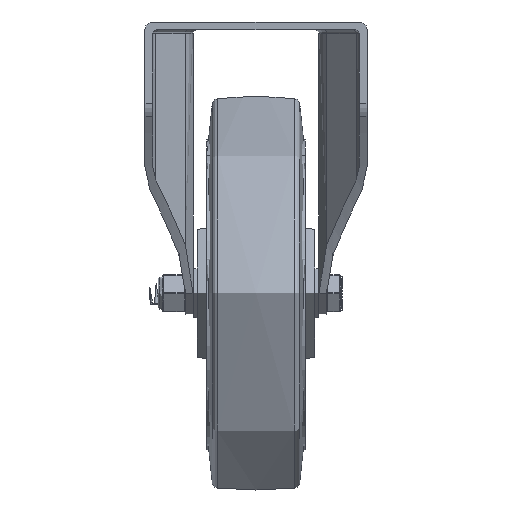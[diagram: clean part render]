
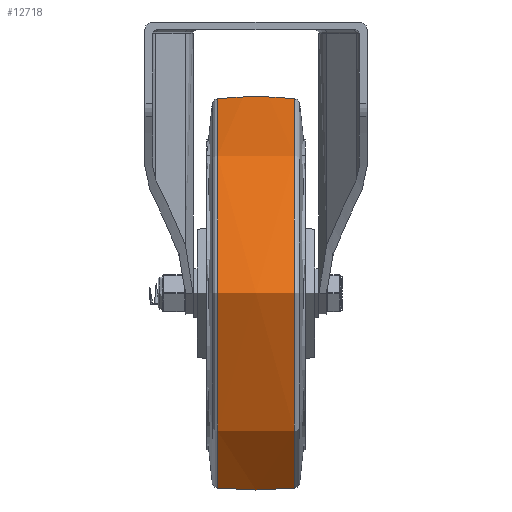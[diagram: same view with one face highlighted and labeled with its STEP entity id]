
A CAD part, left-side view. The second image highlights one B-rep face of the part: STEP entity #12718.
In plain terms, the highlighted free-form (B-spline) face has degree [2, 2] with [3, 9] control points.
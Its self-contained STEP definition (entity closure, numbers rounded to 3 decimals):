
#62=(
BOUNDED_SURFACE()
B_SPLINE_SURFACE(2,2,((#24020,#24021,#24022,#24023,#24024,#24025,#24026,
#24027,#24028),(#24029,#24030,#24031,#24032,#24033,#24034,#24035,#24036,
#24037),(#24038,#24039,#24040,#24041,#24042,#24043,#24044,#24045,#24046)),
 .UNSPECIFIED.,.F.,.T.,.F.)
B_SPLINE_SURFACE_WITH_KNOTS((3,3),(3,2,2,2,3),(-0.101,0.101),
(-3.142,-1.571,0.,1.571,3.142),
 .UNSPECIFIED.)
GEOMETRIC_REPRESENTATION_ITEM()
RATIONAL_B_SPLINE_SURFACE(((1.,0.707,1.,0.707,1.,
0.707,1.,0.707,1.),(0.995,0.704,
0.995,0.704,0.995,0.704,
0.995,0.704,0.995),(1.,0.707,
1.,0.707,1.,0.707,1.,0.707,1.)))
REPRESENTATION_ITEM('')
SURFACE()
);
#3718=FACE_OUTER_BOUND('',#4570,.T.);
#4570=EDGE_LOOP('',(#11040,#11041,#11042,#11043));
#5251=CIRCLE('',#14005,99.012);
#5253=CIRCLE('',#14007,99.012);
#5254=CIRCLE('',#14008,194.225);
#6287=VERTEX_POINT('',#24017);
#6288=VERTEX_POINT('',#24047);
#7921=EDGE_CURVE('',#6287,#6287,#5251,.T.);
#7923=EDGE_CURVE('',#6288,#6288,#5253,.T.);
#7924=EDGE_CURVE('',#6288,#6287,#5254,.T.);
#11040=ORIENTED_EDGE('',*,*,#7923,.F.);
#11041=ORIENTED_EDGE('',*,*,#7924,.T.);
#11042=ORIENTED_EDGE('',*,*,#7921,.T.);
#11043=ORIENTED_EDGE('',*,*,#7924,.F.);
#12718=ADVANCED_FACE('',(#3718),#62,.F.);
#14005=AXIS2_PLACEMENT_3D('',#24018,#16741,#16742);
#14007=AXIS2_PLACEMENT_3D('',#24048,#16745,#16746);
#14008=AXIS2_PLACEMENT_3D('',#24049,#16747,#16748);
#16741=DIRECTION('center_axis',(0.,-1.,0.));
#16742=DIRECTION('ref_axis',(0.,0.,
1.));
#16745=DIRECTION('center_axis',(0.,-1.,0.));
#16746=DIRECTION('ref_axis',(0.,0.,
1.));
#16747=DIRECTION('center_axis',(-1.,0.,0.));
#16748=DIRECTION('ref_axis',(0.,0.,
1.));
#24017=CARTESIAN_POINT('',(0.,19.569,99.012));
#24018=CARTESIAN_POINT('Origin',(0.,19.569,
0.));
#24020=CARTESIAN_POINT('Ctrl Pts',(0.,19.569,
99.012));
#24021=CARTESIAN_POINT('Ctrl Pts',(-99.012,19.569,99.012));
#24022=CARTESIAN_POINT('Ctrl Pts',(-99.012,19.569,0.));
#24023=CARTESIAN_POINT('Ctrl Pts',(-99.012,19.569,-99.012));
#24024=CARTESIAN_POINT('Ctrl Pts',(0.,19.569,
-99.012));
#24025=CARTESIAN_POINT('Ctrl Pts',(99.012,19.569,-99.012));
#24026=CARTESIAN_POINT('Ctrl Pts',(99.012,19.569,0.));
#24027=CARTESIAN_POINT('Ctrl Pts',(99.012,19.569,99.012));
#24028=CARTESIAN_POINT('Ctrl Pts',(0.,19.569,
99.012));
#24029=CARTESIAN_POINT('Ctrl Pts',(0.,0.,
100.993));
#24030=CARTESIAN_POINT('Ctrl Pts',(-100.993,0.,
100.993));
#24031=CARTESIAN_POINT('Ctrl Pts',(-100.993,0.,
0.));
#24032=CARTESIAN_POINT('Ctrl Pts',(-100.993,0.,
-100.993));
#24033=CARTESIAN_POINT('Ctrl Pts',(0.,0.,
-100.993));
#24034=CARTESIAN_POINT('Ctrl Pts',(100.993,0.,
-100.993));
#24035=CARTESIAN_POINT('Ctrl Pts',(100.993,0.,
0.));
#24036=CARTESIAN_POINT('Ctrl Pts',(100.993,0.,
100.993));
#24037=CARTESIAN_POINT('Ctrl Pts',(0.,0.,
100.993));
#24038=CARTESIAN_POINT('Ctrl Pts',(0.,-19.569,
99.012));
#24039=CARTESIAN_POINT('Ctrl Pts',(-99.012,-19.569,
99.012));
#24040=CARTESIAN_POINT('Ctrl Pts',(-99.012,-19.569,
0.));
#24041=CARTESIAN_POINT('Ctrl Pts',(-99.012,-19.569,
-99.012));
#24042=CARTESIAN_POINT('Ctrl Pts',(0.,-19.569,
-99.012));
#24043=CARTESIAN_POINT('Ctrl Pts',(99.012,-19.569,-99.012));
#24044=CARTESIAN_POINT('Ctrl Pts',(99.012,-19.569,0.));
#24045=CARTESIAN_POINT('Ctrl Pts',(99.012,-19.569,99.012));
#24046=CARTESIAN_POINT('Ctrl Pts',(0.,-19.569,
99.012));
#24047=CARTESIAN_POINT('',(0.,-19.569,99.012));
#24048=CARTESIAN_POINT('Origin',(0.,-19.569,
0.));
#24049=CARTESIAN_POINT('Origin',(0.,0.,
-94.225));
